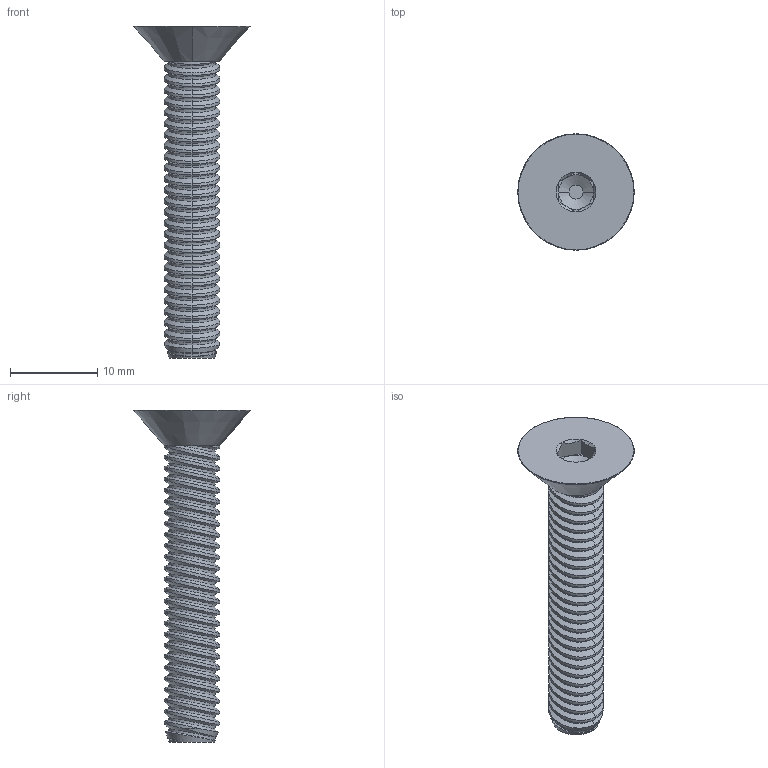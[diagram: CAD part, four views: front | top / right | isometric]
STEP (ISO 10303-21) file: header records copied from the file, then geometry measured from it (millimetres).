
FILE_DESCRIPTION (( 'STEP AP203' ), '1' );
FILE_NAME ('92210A546.step', '2004-04-07T17:58:09', ( 'McMaster' ), ( 'McMaster' ), 'SwSTEP 2.0', 'SolidWorks 2003314', '' );
FILE_SCHEMA (( 'CONFIG_CONTROL_DESIGN' ));
Length unit declared in the file: inch
Products named in the file (1): 92210A546
Bounding box: 13.37 x 13.37 x 38.1 mm (x, y, z)
Volume: 1211.3 mm3; surface area: 1269.8 mm2
Topology: 1 solids, 1 shells, 249 faces, 506 edges, 261 vertices
Faces by surface type: cone 123, cylinder 108, plane 16, torus 2
Entity records: 9527 total; most frequent: CARTESIAN_POINT 4520, DIRECTION 1018, ORIENTED_EDGE 1012, EDGE_CURVE 506, AXIS2_PLACEMENT_3D 391, VERTEX_POINT 261, EDGE_LOOP 251, FACE_OUTER_BOUND 249
